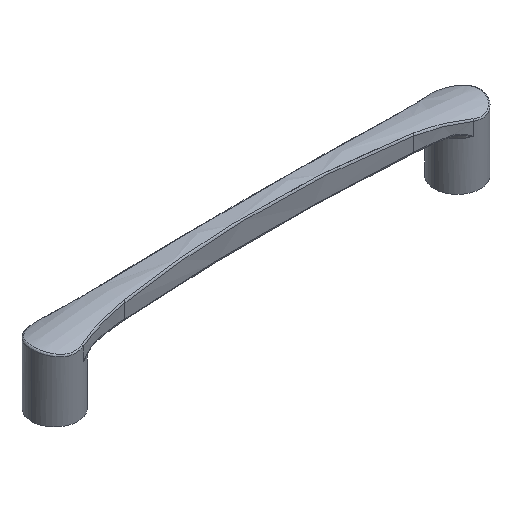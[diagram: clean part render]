
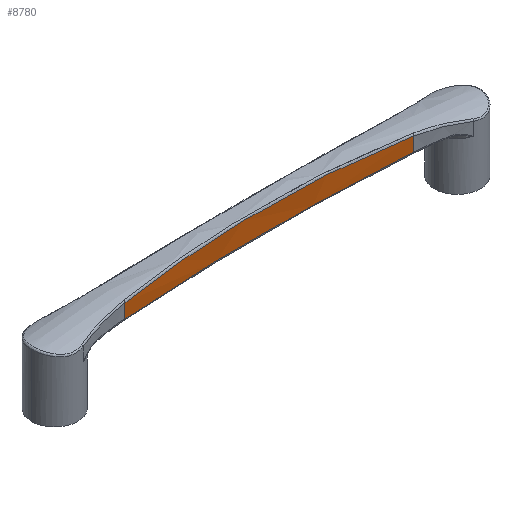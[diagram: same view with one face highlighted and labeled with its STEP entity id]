
A CAD part, isometric view. The second image highlights one B-rep face of the part: STEP entity #8780.
In plain terms, the highlighted cylindrical face has radius 992.514 mm (diameter 1985.03 mm), a partial arc.
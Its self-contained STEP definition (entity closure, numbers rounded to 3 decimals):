
#7750=CARTESIAN_POINT('',(500.,-224.264,92.704)
);
#7760=DIRECTION('',(0.,0.,-1.));
#7770=DIRECTION('',(1.,0.,0.));
#7780=AXIS2_PLACEMENT_3D('',#7750,#7760,#7770);
#7790=CYLINDRICAL_SURFACE('',#7780,992.514);
#7800=CARTESIAN_POINT('',(431.169,765.86,92.704))
;
#7810=DIRECTION('',(0.,0.,-1.));
#7820=VECTOR('',#7810,1.);
#7830=LINE('',#7800,#7820);
#7840=CARTESIAN_POINT('',(431.169,765.86,
87.117));
#7850=VERTEX_POINT('',#7840);
#7860=CARTESIAN_POINT('',(431.169,765.86,80.5));
#7870=VERTEX_POINT('',#7860);
#7880=EDGE_CURVE('',#7850,#7870,#7830,.T.);
#7890=ORIENTED_EDGE('',*,*,#7880,.T.);
#7900=CARTESIAN_POINT('',(568.831,765.86,
87.117));
#7910=CARTESIAN_POINT('',(568.798,765.863,
87.12));
#7920=CARTESIAN_POINT('',(568.765,765.865,
87.123));
#7930=CARTESIAN_POINT('',(567.492,765.953,
87.253));
#7940=CARTESIAN_POINT('',(566.252,766.037,
87.375));
#7950=CARTESIAN_POINT('',(563.47,766.22,
87.64));
#7960=CARTESIAN_POINT('',(561.928,766.317,
87.781));
#7970=CARTESIAN_POINT('',(558.843,766.505,
88.051));
#7980=CARTESIAN_POINT('',(557.3,766.596,
88.18));
#7990=CARTESIAN_POINT('',(554.213,766.77,
88.427));
#8000=CARTESIAN_POINT('',(552.668,766.853,
88.545));
#8010=CARTESIAN_POINT('',(549.578,767.012,
88.771));
#8020=CARTESIAN_POINT('',(548.033,767.088,
88.878));
#8030=CARTESIAN_POINT('',(544.941,767.233,
89.081));
#8040=CARTESIAN_POINT('',(543.394,767.302,
89.177));
#8050=CARTESIAN_POINT('',(540.3,767.433,
89.359));
#8060=CARTESIAN_POINT('',(538.752,767.494,
89.444));
#8070=CARTESIAN_POINT('',(535.656,767.611,
89.605));
#8080=CARTESIAN_POINT('',(534.108,767.665,
89.68));
#8090=CARTESIAN_POINT('',(531.01,767.767,
89.82));
#8100=CARTESIAN_POINT('',(529.461,767.814,
89.885));
#8110=CARTESIAN_POINT('',(526.362,767.901,
90.004));
#8120=CARTESIAN_POINT('',(524.812,767.941,
90.059));
#8130=CARTESIAN_POINT('',(521.712,768.014,
90.158));
#8140=CARTESIAN_POINT('',(520.162,768.046,
90.202));
#8150=CARTESIAN_POINT('',(517.061,768.105,
90.281));
#8160=CARTESIAN_POINT('',(515.511,768.13,
90.316));
#8170=CARTESIAN_POINT('',(512.409,768.174,
90.375));
#8180=CARTESIAN_POINT('',(510.858,768.192,
90.4));
#8190=CARTESIAN_POINT('',(507.756,768.221,
90.439));
#8200=CARTESIAN_POINT('',(506.205,768.232,
90.454));
#8210=CARTESIAN_POINT('',(503.102,768.246,
90.473));
#8220=CARTESIAN_POINT('',(501.551,768.25,
90.478));
#8230=CARTESIAN_POINT('',(498.449,768.25,
90.478));
#8240=CARTESIAN_POINT('',(496.898,768.246,
90.473));
#8250=CARTESIAN_POINT('',(493.795,768.232,
90.454));
#8260=CARTESIAN_POINT('',(492.244,768.221,
90.439));
#8270=CARTESIAN_POINT('',(489.142,768.192,
90.4));
#8280=CARTESIAN_POINT('',(487.591,768.174,
90.375));
#8290=CARTESIAN_POINT('',(484.489,768.13,
90.316));
#8300=CARTESIAN_POINT('',(482.939,768.105,
90.281));
#8310=CARTESIAN_POINT('',(479.838,768.046,
90.202));
#8320=CARTESIAN_POINT('',(478.288,768.014,
90.158));
#8330=CARTESIAN_POINT('',(475.188,767.941,
90.059));
#8340=CARTESIAN_POINT('',(473.638,767.901,
90.004));
#8350=CARTESIAN_POINT('',(470.539,767.814,
89.885));
#8360=CARTESIAN_POINT('',(468.99,767.767,
89.82));
#8370=CARTESIAN_POINT('',(465.892,767.665,
89.68));
#8380=CARTESIAN_POINT('',(464.344,767.611,
89.605));
#8390=CARTESIAN_POINT('',(461.248,767.494,
89.444));
#8400=CARTESIAN_POINT('',(459.7,767.433,
89.359));
#8410=CARTESIAN_POINT('',(456.606,767.302,
89.177));
#8420=CARTESIAN_POINT('',(455.059,767.233,
89.081));
#8430=CARTESIAN_POINT('',(451.967,767.088,
88.878));
#8440=CARTESIAN_POINT('',(450.422,767.012,
88.771));
#8450=CARTESIAN_POINT('',(447.332,766.853,
88.545));
#8460=CARTESIAN_POINT('',(445.787,766.77,
88.427));
#8470=CARTESIAN_POINT('',(442.7,766.596,
88.18));
#8480=CARTESIAN_POINT('',(441.157,766.505,
88.051));
#8490=CARTESIAN_POINT('',(438.072,766.317,
87.781));
#8500=CARTESIAN_POINT('',(436.53,766.22,
87.64));
#8510=CARTESIAN_POINT('',(433.748,766.037,
87.375));
#8520=CARTESIAN_POINT('',(432.508,765.953,
87.253));
#8530=CARTESIAN_POINT('',(431.235,765.865,
87.123));
#8540=CARTESIAN_POINT('',(431.202,765.863,
87.12));
#8550=CARTESIAN_POINT('',(431.169,765.86,
87.117));
#8560=B_SPLINE_CURVE_WITH_KNOTS('',3,(#7900,#7910,#7920,#7930,#7940,
#7950,#7960,#7970,#7980,#7990,#8000,#8010,#8020,#8030,#8040,#8050,#8060,
#8070,#8080,#8090,#8100,#8110,#8120,#8130,#8140,#8150,#8160,#8170,#8180,
#8190,#8200,#8210,#8220,#8230,#8240,#8250,#8260,#8270,#8280,#8290,#8300,
#8310,#8320,#8330,#8340,#8350,#8360,#8370,#8380,#8390,#8400,#8410,#8420,
#8430,#8440,#8450,#8460,#8470,#8480,#8490,#8500,#8510,#8520,#8530,#8540,
#8550),.UNSPECIFIED.,.F.,.F.,(4,2,2,2,2,2,2,2,2,2,2,2,2,2,2,2,2,2,2,2,2,
2,2,2,2,2,2,2,2,2,2,2,4),(0.,0.099,3.851,
8.509,13.167,17.824,22.482,
27.14,31.797,36.455,41.113,
45.771,50.429,55.086,59.744,
64.402,69.06,73.718,78.376,
83.034,87.691,92.349,97.007,
101.665,106.323,110.98,115.638,
120.296,124.953,129.611,134.269,
138.021,138.12),.UNSPECIFIED.);
#8570=CARTESIAN_POINT('',(568.831,765.86,
87.117));
#8580=VERTEX_POINT('',#8570);
#8590=EDGE_CURVE('',#8580,#7850,#8560,.T.);
#8600=ORIENTED_EDGE('',*,*,#8590,.T.);
#8610=CARTESIAN_POINT('',(568.831,765.86,92.704))
;
#8620=DIRECTION('',(0.,0.,-1.));
#8630=VECTOR('',#8620,1.);
#8640=LINE('',#8610,#8630);
#8650=CARTESIAN_POINT('',(568.831,765.86,80.5));
#8660=VERTEX_POINT('',#8650);
#8670=EDGE_CURVE('',#8580,#8660,#8640,.T.);
#8680=ORIENTED_EDGE('',*,*,#8670,.F.);
#8690=CARTESIAN_POINT('',(500.,-224.264,80.5));
#8700=DIRECTION('',(0.,0.,-1.));
#8710=DIRECTION('',(-1.,0.,-0.));
#8720=AXIS2_PLACEMENT_3D('',#8690,#8700,#8710);
#8730=CIRCLE('',#8720,992.514);
#8740=EDGE_CURVE('',#7870,#8660,#8730,.T.);
#8750=ORIENTED_EDGE('',*,*,#8740,.T.);
#8760=EDGE_LOOP('',(#8750,#8680,#8600,#7890));
#8770=FACE_OUTER_BOUND('',#8760,.T.);
#8780=ADVANCED_FACE('',(#8770),#7790,.F.);
